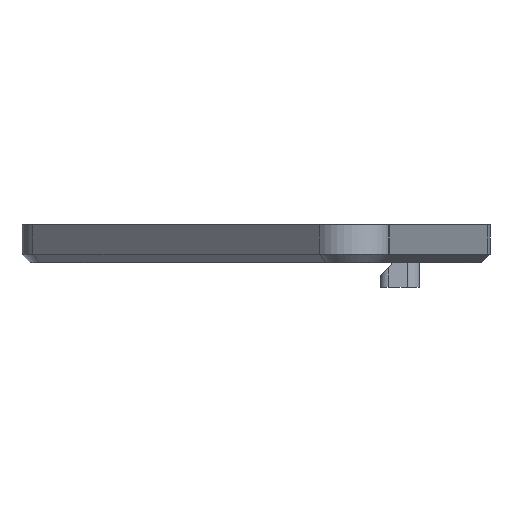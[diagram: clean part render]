
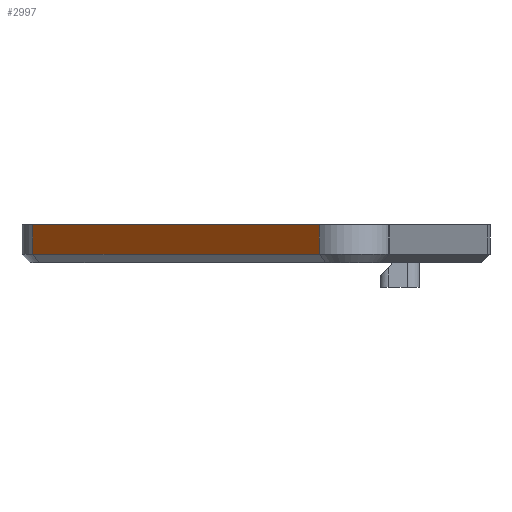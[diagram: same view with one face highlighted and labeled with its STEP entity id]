
A CAD part, front view. The second image highlights one B-rep face of the part: STEP entity #2997.
In plain terms, the highlighted planar face has unit normal (-0.736, -0.676, 0).
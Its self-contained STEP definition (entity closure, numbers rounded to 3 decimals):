
#321=FACE_OUTER_BOUND('',#506,.T.);
#506=EDGE_LOOP('',(#2194,#2195,#2196,#2197));
#703=LINE('',#4623,#1002);
#711=LINE('',#4649,#1010);
#732=LINE('',#4710,#1031);
#733=LINE('',#4713,#1032);
#1002=VECTOR('',#3651,10.);
#1010=VECTOR('',#3681,5.);
#1031=VECTOR('',#3752,10.);
#1032=VECTOR('',#3757,10.);
#1306=VERTEX_POINT('',#4617);
#1307=VERTEX_POINT('',#4621);
#1314=VERTEX_POINT('',#4647);
#1329=VERTEX_POINT('',#4709);
#1607=EDGE_CURVE('',#1306,#1307,#703,.T.);
#1620=EDGE_CURVE('',#1314,#1306,#711,.T.);
#1650=EDGE_CURVE('',#1307,#1329,#732,.T.);
#1652=EDGE_CURVE('',#1329,#1314,#733,.T.);
#2194=ORIENTED_EDGE('',*,*,#1607,.F.);
#2195=ORIENTED_EDGE('',*,*,#1620,.F.);
#2196=ORIENTED_EDGE('',*,*,#1652,.F.);
#2197=ORIENTED_EDGE('',*,*,#1650,.F.);
#2885=PLANE('',#3243);
#2997=ADVANCED_FACE('',(#321),#2885,.T.);
#3243=AXIS2_PLACEMENT_3D('',#4712,#3755,#3756);
#3651=DIRECTION('',(-0.677,0.736,0.));
#3681=DIRECTION('',(0.,0.,-1.));
#3752=DIRECTION('',(0.,0.,1.));
#3755=DIRECTION('center_axis',(-0.736,-0.677,0.));
#3756=DIRECTION('ref_axis',(-0.677,0.736,0.));
#3757=DIRECTION('',(0.677,-0.736,0.));
#4617=CARTESIAN_POINT('',(7.72,-16.735,7.5));
#4621=CARTESIAN_POINT('',(-27.132,21.205,7.5));
#4623=CARTESIAN_POINT('',(-11.153,3.81,7.5));
#4647=CARTESIAN_POINT('',(7.72,-16.735,11.1));
#4649=CARTESIAN_POINT('',(7.72,-16.735,11.1));
#4709=CARTESIAN_POINT('',(-27.132,21.205,11.1));
#4710=CARTESIAN_POINT('',(-27.132,21.205,8.8));
#4712=CARTESIAN_POINT('Origin',(7.892,-16.922,11.1));
#4713=CARTESIAN_POINT('',(-28.45,22.639,11.1));
